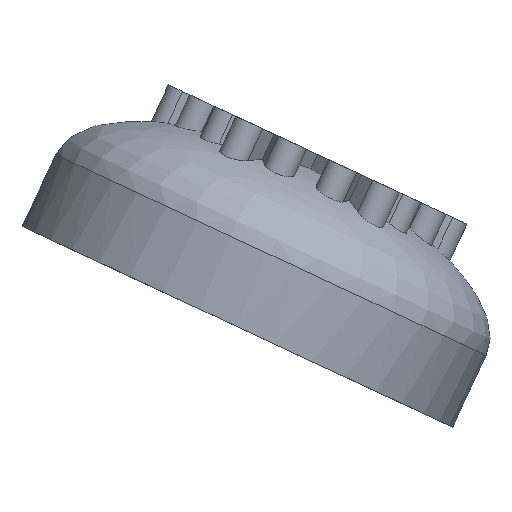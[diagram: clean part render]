
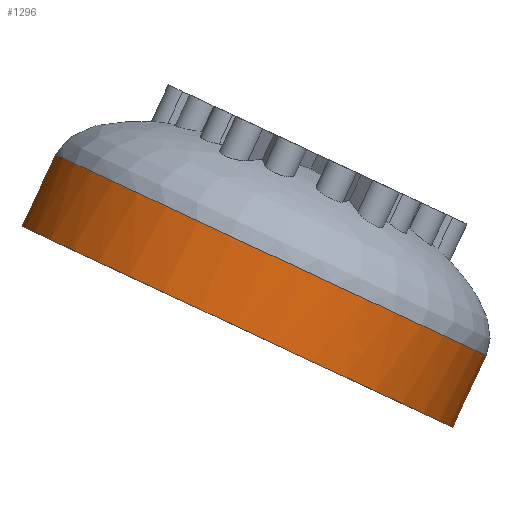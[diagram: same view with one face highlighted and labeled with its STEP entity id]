
A CAD part, left-side view. The second image highlights one B-rep face of the part: STEP entity #1296.
In plain terms, the highlighted cylindrical face has radius 7.5 mm (diameter 15 mm), a full revolution.
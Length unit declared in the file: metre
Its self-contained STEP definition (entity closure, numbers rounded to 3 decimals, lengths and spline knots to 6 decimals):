
#293=CIRCLE('',#1383,0.0075);
#313=CYLINDRICAL_SURFACE('',#1382,0.0075);
#401=ORIENTED_EDGE('',*,*,#736,.T.);
#402=ORIENTED_EDGE('',*,*,#805,.T.);
#736=EDGE_CURVE('',#938,#938,#1074,.T.);
#805=EDGE_CURVE('',#1007,#1007,#293,.T.);
#938=VERTEX_POINT('',#1935);
#1007=VERTEX_POINT('',#2327);
#1074=B_SPLINE_CURVE_WITH_KNOTS('',3,(#1924,#1925,#1926,#1927,#1928,#1929,
#1930,#1931,#1932,#1933,#1934),.UNSPECIFIED.,.T.,.F.,(1,1,1,1,1,1,1,1,1,
1,1,1,1,1,1),(-0.375,-0.25,-0.125,0.,0.125,0.25,0.375,0.5,0.625,0.75,0.875,
1.,1.125,1.25,1.375),.UNSPECIFIED.);
#1145=EDGE_LOOP('',(#401));
#1146=EDGE_LOOP('',(#402));
#1221=FACE_BOUND('',#1145,.T.);
#1222=FACE_BOUND('',#1146,.T.);
#1296=ADVANCED_FACE('',(#1221,#1222),#313,.T.);
#1382=AXIS2_PLACEMENT_3D('',#2325,#1479,#1480);
#1383=AXIS2_PLACEMENT_3D('',#2326,#1481,#1482);
#1479=DIRECTION('',(0.,-0.423,0.906));
#1480=DIRECTION('',(0.,-0.906,-0.423));
#1481=DIRECTION('',(0.,-0.423,0.906));
#1482=DIRECTION('',(0.,-0.906,-0.423));
#1924=CARTESIAN_POINT('',(-0.0011,0.000763,0.076704));
#1925=CARTESIAN_POINT('',(-0.006978,-0.001443,0.075675));
#1926=CARTESIAN_POINT('',(-0.012855,0.000763,0.076704));
#1927=CARTESIAN_POINT('',(-0.015289,0.00609,0.079188));
#1928=CARTESIAN_POINT('',(-0.012855,0.011416,0.081671));
#1929=CARTESIAN_POINT('',(-0.006978,0.013622,0.0827));
#1930=CARTESIAN_POINT('',(-0.0011,0.011416,0.081671));
#1931=CARTESIAN_POINT('',(0.001334,0.00609,0.079188));
#1932=CARTESIAN_POINT('',(-0.0011,0.000763,0.076704));
#1933=CARTESIAN_POINT('',(-0.006978,-0.001443,0.075675));
#1934=CARTESIAN_POINT('',(-0.012855,0.000763,0.076704));
#1935=CARTESIAN_POINT('',(-0.006978,-0.000708,0.076018));
#2325=CARTESIAN_POINT('',(-0.006978,0.007146,0.076922));
#2326=CARTESIAN_POINT('',(-0.006978,0.007146,0.076922));
#2327=CARTESIAN_POINT('',(-0.006978,0.000349,0.073752));
